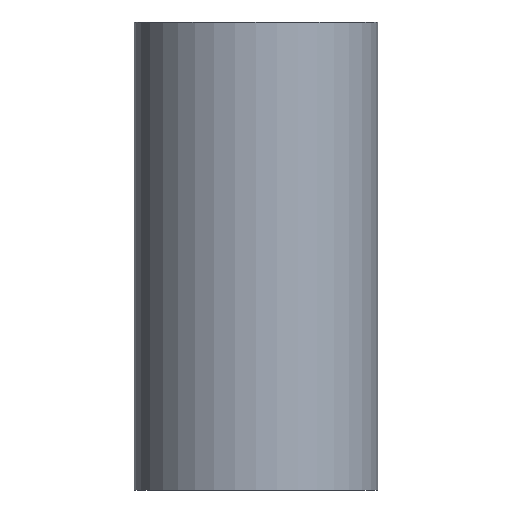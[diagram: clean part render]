
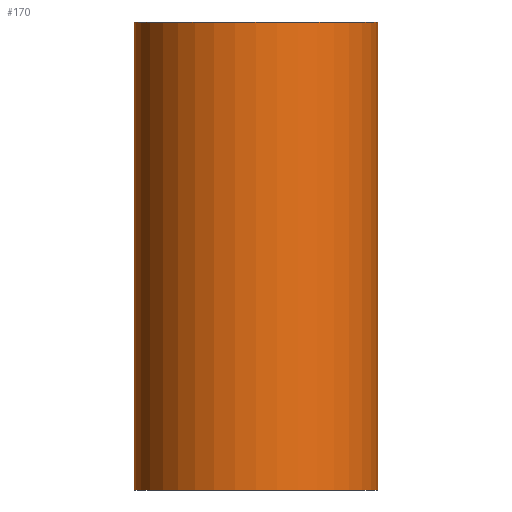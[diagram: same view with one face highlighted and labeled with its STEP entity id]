
A CAD part, left-side view. The second image highlights one B-rep face of the part: STEP entity #170.
In plain terms, the highlighted cylindrical face has radius 25 mm (diameter 50 mm), a full revolution.
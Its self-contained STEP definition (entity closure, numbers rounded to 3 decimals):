
#24=FACE_BOUND($,#66,.T.);
#25=FACE_BOUND($,#67,.T.);
#26=FACE_BOUND($,#68,.T.);
#44=CIRCLE($,#192,25.);
#45=CIRCLE($,#193,25.);
#66=EDGE_LOOP($,(#133,#134,#135,#136));
#67=EDGE_LOOP($,(#137));
#68=EDGE_LOOP($,(#138));
#88=B_SPLINE_CURVE_WITH_KNOTS($,3,(#312,#313,#314,#315,#316,#317,#318,#319,
#320,#321,#322,#323,#324,#325),.UNSPECIFIED.,.F.,.F.,(4,2,2,2,2,2,4),(4.497,
4.779,5.06,5.624,6.185,6.465,
6.745),.UNSPECIFIED.);
#89=B_SPLINE_CURVE_WITH_KNOTS($,3,(#327,#328,#329,#330,#331,#332,#333,#334,
#335,#336,#337,#338,#339,#340),.UNSPECIFIED.,.F.,.F.,(4,2,2,2,2,2,4),(-4.497,
-4.215,-3.933,-3.369,-2.809,
-2.529,-2.248),.UNSPECIFIED.);
#90=B_SPLINE_CURVE_WITH_KNOTS($,3,(#342,#343,#344,#345,#346,#347,#348,#349,
#350,#351,#352,#353,#354,#355),.UNSPECIFIED.,.F.,.F.,(4,2,2,2,2,2,4),(6.745,
7.025,7.306,7.866,8.43,8.712,
8.993),.UNSPECIFIED.);
#91=B_SPLINE_CURVE_WITH_KNOTS($,3,(#356,#357,#358,#359,#360,#361,#362,#363,
#364,#365,#366,#367,#368,#369),.UNSPECIFIED.,.F.,.F.,(4,2,2,2,2,2,4),(-2.248,
-1.968,-1.688,-1.127,-0.564,
-0.282,0.),.UNSPECIFIED.);
#98=VERTEX_POINT($,#310);
#99=VERTEX_POINT($,#311);
#100=VERTEX_POINT($,#326);
#101=VERTEX_POINT($,#341);
#102=VERTEX_POINT($,#370);
#103=VERTEX_POINT($,#372);
#115=EDGE_CURVE($,#98,#99,#88,.T.);
#116=EDGE_CURVE($,#98,#100,#89,.T.);
#117=EDGE_CURVE($,#100,#101,#90,.T.);
#118=EDGE_CURVE($,#99,#101,#91,.T.);
#119=EDGE_CURVE($,#102,#102,#44,.T.);
#120=EDGE_CURVE($,#103,#103,#45,.T.);
#133=ORIENTED_EDGE($,*,*,#115,.F.);
#134=ORIENTED_EDGE($,*,*,#116,.T.);
#135=ORIENTED_EDGE($,*,*,#117,.T.);
#136=ORIENTED_EDGE($,*,*,#118,.F.);
#137=ORIENTED_EDGE($,*,*,#119,.T.);
#138=ORIENTED_EDGE($,*,*,#120,.F.);
#163=CYLINDRICAL_SURFACE($,#191,25.);
#170=ADVANCED_FACE($,(#24,#25,#26),#163,.T.);
#191=AXIS2_PLACEMENT_3D($,#309,#226,#227);
#192=AXIS2_PLACEMENT_3D($,#371,#228,#229);
#193=AXIS2_PLACEMENT_3D($,#373,#230,#231);
#226=DIRECTION('center_axis',(0.,0.,1.));
#227=DIRECTION('ref_axis',(1.,0.,0.));
#228=DIRECTION('center_axis',(0.,0.,1.));
#229=DIRECTION('ref_axis',(1.,0.,0.));
#230=DIRECTION('center_axis',(0.,0.,1.));
#231=DIRECTION('ref_axis',(1.,0.,0.));
#309=CARTESIAN_POINT('Origin',(0.,0.,0.));
#310=CARTESIAN_POINT('',(20.365,-14.5,48.));
#311=CARTESIAN_POINT('',(25.,0.,33.5));
#312=CARTESIAN_POINT('Ctrl Pts',(20.365,-14.5,48.));
#313=CARTESIAN_POINT('Ctrl Pts',(20.365,-14.5,47.061));
#314=CARTESIAN_POINT('Ctrl Pts',(20.432,-14.407,46.1));
#315=CARTESIAN_POINT('Ctrl Pts',(20.694,-14.028,44.207));
#316=CARTESIAN_POINT('Ctrl Pts',(20.889,-13.742,43.275));
#317=CARTESIAN_POINT('Ctrl Pts',(21.596,-12.624,40.612));
#318=CARTESIAN_POINT('Ctrl Pts',(22.231,-11.519,39.013));
#319=CARTESIAN_POINT('Ctrl Pts',(23.367,-8.994,36.488));
#320=CARTESIAN_POINT('Ctrl Pts',(23.952,-7.393,35.378));
#321=CARTESIAN_POINT('Ctrl Pts',(24.567,-4.722,34.257));
#322=CARTESIAN_POINT('Ctrl Pts',(24.73,-3.787,33.97));
#323=CARTESIAN_POINT('Ctrl Pts',(24.946,-1.893,33.592));
#324=CARTESIAN_POINT('Ctrl Pts',(25.,-0.934,33.5));
#325=CARTESIAN_POINT('Ctrl Pts',(25.,0.,33.5));
#326=CARTESIAN_POINT('',(25.,0.,62.5));
#327=CARTESIAN_POINT('Ctrl Pts',(20.365,-14.5,48.));
#328=CARTESIAN_POINT('Ctrl Pts',(20.365,-14.5,48.939));
#329=CARTESIAN_POINT('Ctrl Pts',(20.432,-14.407,49.9));
#330=CARTESIAN_POINT('Ctrl Pts',(20.694,-14.028,51.793));
#331=CARTESIAN_POINT('Ctrl Pts',(20.889,-13.742,52.725));
#332=CARTESIAN_POINT('Ctrl Pts',(21.596,-12.624,55.388));
#333=CARTESIAN_POINT('Ctrl Pts',(22.231,-11.519,56.987));
#334=CARTESIAN_POINT('Ctrl Pts',(23.367,-8.994,59.512));
#335=CARTESIAN_POINT('Ctrl Pts',(23.952,-7.393,60.622));
#336=CARTESIAN_POINT('Ctrl Pts',(24.567,-4.722,61.743));
#337=CARTESIAN_POINT('Ctrl Pts',(24.73,-3.787,62.03));
#338=CARTESIAN_POINT('Ctrl Pts',(24.946,-1.893,62.408));
#339=CARTESIAN_POINT('Ctrl Pts',(25.,-0.934,62.5));
#340=CARTESIAN_POINT('Ctrl Pts',(25.,0.,62.5));
#341=CARTESIAN_POINT('',(20.365,14.5,48.));
#342=CARTESIAN_POINT('Ctrl Pts',(25.,0.,62.5));
#343=CARTESIAN_POINT('Ctrl Pts',(25.,0.934,62.5));
#344=CARTESIAN_POINT('Ctrl Pts',(24.946,1.893,62.408));
#345=CARTESIAN_POINT('Ctrl Pts',(24.73,3.787,62.03));
#346=CARTESIAN_POINT('Ctrl Pts',(24.567,4.722,61.743));
#347=CARTESIAN_POINT('Ctrl Pts',(23.952,7.393,60.622));
#348=CARTESIAN_POINT('Ctrl Pts',(23.367,8.994,59.512));
#349=CARTESIAN_POINT('Ctrl Pts',(22.231,11.519,56.987));
#350=CARTESIAN_POINT('Ctrl Pts',(21.596,12.624,55.388));
#351=CARTESIAN_POINT('Ctrl Pts',(20.889,13.742,52.725));
#352=CARTESIAN_POINT('Ctrl Pts',(20.694,14.028,51.793));
#353=CARTESIAN_POINT('Ctrl Pts',(20.432,14.407,49.9));
#354=CARTESIAN_POINT('Ctrl Pts',(20.365,14.5,48.939));
#355=CARTESIAN_POINT('Ctrl Pts',(20.365,14.5,48.));
#356=CARTESIAN_POINT('Ctrl Pts',(25.,0.,33.5));
#357=CARTESIAN_POINT('Ctrl Pts',(25.,0.934,33.5));
#358=CARTESIAN_POINT('Ctrl Pts',(24.946,1.893,33.592));
#359=CARTESIAN_POINT('Ctrl Pts',(24.73,3.787,33.97));
#360=CARTESIAN_POINT('Ctrl Pts',(24.567,4.722,34.257));
#361=CARTESIAN_POINT('Ctrl Pts',(23.952,7.393,35.378));
#362=CARTESIAN_POINT('Ctrl Pts',(23.367,8.994,36.488));
#363=CARTESIAN_POINT('Ctrl Pts',(22.231,11.519,39.013));
#364=CARTESIAN_POINT('Ctrl Pts',(21.596,12.624,40.612));
#365=CARTESIAN_POINT('Ctrl Pts',(20.889,13.742,43.275));
#366=CARTESIAN_POINT('Ctrl Pts',(20.694,14.028,44.207));
#367=CARTESIAN_POINT('Ctrl Pts',(20.432,14.407,46.1));
#368=CARTESIAN_POINT('Ctrl Pts',(20.365,14.5,47.061));
#369=CARTESIAN_POINT('Ctrl Pts',(20.365,14.5,48.));
#370=CARTESIAN_POINT('',(25.,0.,0.));
#371=CARTESIAN_POINT('Origin',(0.,0.,0.));
#372=CARTESIAN_POINT('',(-25.,0.,96.));
#373=CARTESIAN_POINT('Origin',(0.,0.,96.));
